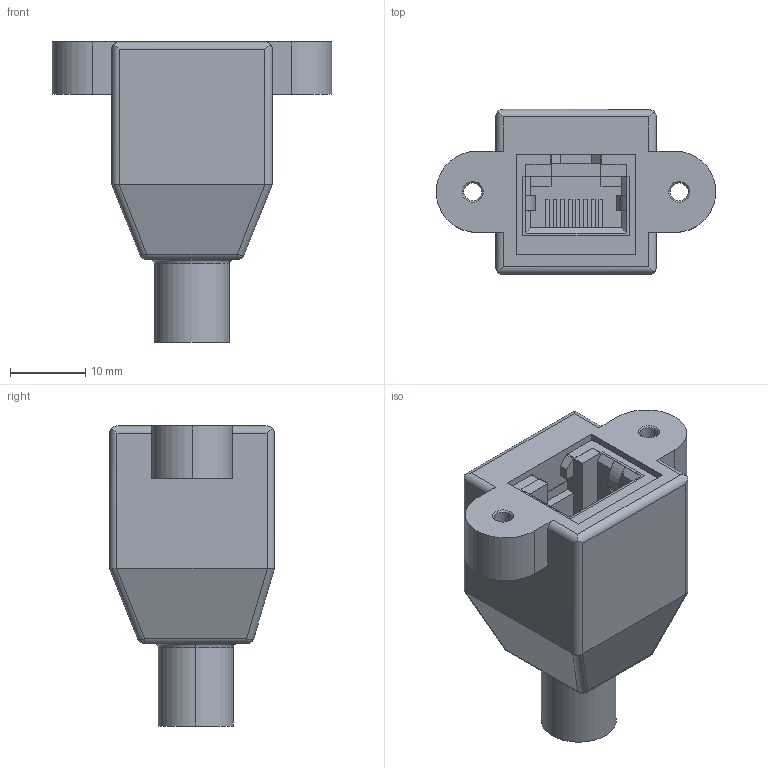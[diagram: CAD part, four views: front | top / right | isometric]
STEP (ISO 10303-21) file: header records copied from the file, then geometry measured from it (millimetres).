
FILE_DESCRIPTION (( 'STEP AP214' ), '1' );
FILE_NAME ('EthernetFemaleCable.step', '2018-12-19T17:06:18', ( '' ), ( '' ), 'SwSTEP 2.0', 'SolidWorks 2018', '' );
FILE_SCHEMA (( 'AUTOMOTIVE_DESIGN' ));
Length unit declared in the file: millimetre
Products named in the file (1): EthernetFemaleCable
Bounding box: 37.3 x 22 x 40 mm (x, y, z)
Volume: 11385.8 mm3; surface area: 6213.2 mm2
Topology: 1 solids, 7 shells, 688 faces, 1871 edges, 1238 vertices
Faces by surface type: plane 370, bspline 231, cylinder 71, sphere 10, cone 4, torus 2
Entity records: 35401 total; most frequent: CARTESIAN_POINT 13429, ORIENTED_EDGE 3742, DIRECTION 2276, EDGE_CURVE 1871, VERTEX_POINT 1238, LINE 1124, VECTOR 1124, EDGE_LOOP 749
